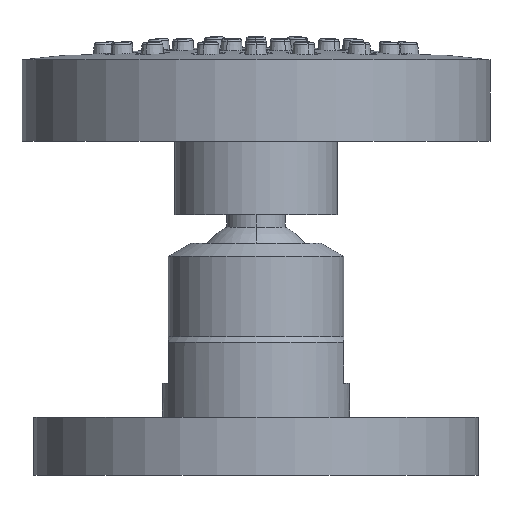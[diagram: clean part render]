
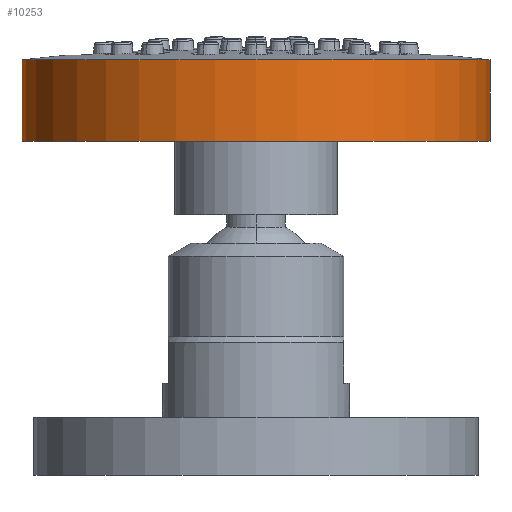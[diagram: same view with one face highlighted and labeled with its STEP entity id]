
A CAD part, left-side view. The second image highlights one B-rep face of the part: STEP entity #10253.
In plain terms, the highlighted cylindrical face has radius 31.75 mm (diameter 63.5 mm), a partial arc.
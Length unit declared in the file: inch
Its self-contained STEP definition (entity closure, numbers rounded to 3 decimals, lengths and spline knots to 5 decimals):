
#257=CARTESIAN_POINT('',(0.,0.,1.78434));
#258=DIRECTION('',(0.,0.,1.));
#259=DIRECTION('',(0.,1.,0.));
#260=AXIS2_PLACEMENT_3D('',#257,#258,#259);
#262=DIRECTION('',(0.,0.,1.));
#263=VECTOR('',#262,0.434);
#264=CARTESIAN_POINT('',(0.,1.25,1.78434));
#265=LINE('',#264,#263);
#266=DIRECTION('',(0.,0.,1.));
#267=VECTOR('',#266,0.434);
#268=CARTESIAN_POINT('',(0.,-1.25,1.78434));
#269=LINE('',#268,#267);
#280=CARTESIAN_POINT('',(0.,0.,2.21834));
#281=DIRECTION('',(0.,0.,1.));
#282=DIRECTION('',(0.,1.,0.));
#283=AXIS2_PLACEMENT_3D('',#280,#281,#282);
#9106=CARTESIAN_POINT('',(0.,1.25,2.21834));
#9107=CARTESIAN_POINT('',(0.,-1.25,2.21834));
#9108=VERTEX_POINT('',#9106);
#9109=VERTEX_POINT('',#9107);
#9118=CARTESIAN_POINT('',(0.,1.25,1.78434));
#9119=CARTESIAN_POINT('',(0.,-1.25,1.78434));
#9120=VERTEX_POINT('',#9118);
#9121=VERTEX_POINT('',#9119);
#10241=CARTESIAN_POINT('',(0.,0.,3.38959));
#10242=DIRECTION('',(0.,0.,-1.));
#10243=DIRECTION('',(0.,-1.,0.));
#10244=AXIS2_PLACEMENT_3D('',#10241,#10242,#10243);
#10245=CYLINDRICAL_SURFACE('',#10244,1.25);
#10246=ORIENTED_EDGE('',*,*,#10217,.F.);
#10247=ORIENTED_EDGE('',*,*,#10236,.T.);
#10249=ORIENTED_EDGE('',*,*,#10248,.T.);
#10250=ORIENTED_EDGE('',*,*,#10232,.F.);
#10251=EDGE_LOOP('',(#10246,#10247,#10249,#10250));
#10252=FACE_OUTER_BOUND('',#10251,.F.);
#10253=ADVANCED_FACE('',(#10252),#10245,.T.);
#261=CIRCLE('',#260,1.25);
#284=CIRCLE('',#283,1.25);
#10217=EDGE_CURVE('',#9120,#9121,#261,.T.);
#10232=EDGE_CURVE('',#9121,#9109,#269,.T.);
#10236=EDGE_CURVE('',#9120,#9108,#265,.T.);
#10248=EDGE_CURVE('',#9108,#9109,#284,.T.);
